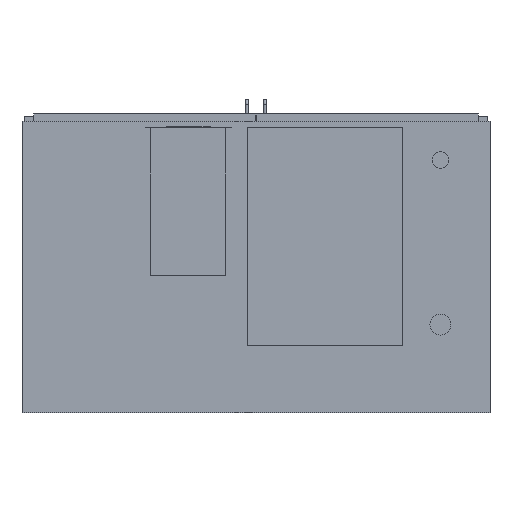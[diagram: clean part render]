
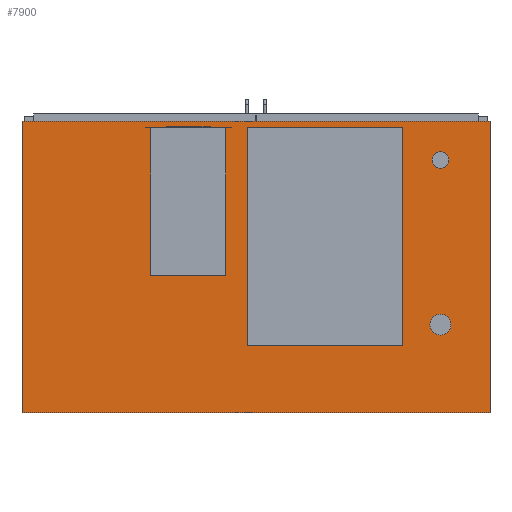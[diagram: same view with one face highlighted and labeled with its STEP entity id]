
A CAD part, front view. The second image highlights one B-rep face of the part: STEP entity #7900.
In plain terms, the highlighted planar face has unit normal (0, -1, 0).
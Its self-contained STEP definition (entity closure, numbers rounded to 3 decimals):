
#136=FACE_BOUND('',#1096,.T.);
#137=FACE_BOUND('',#1097,.T.);
#168=PLANE('',#8472);
#599=FACE_OUTER_BOUND('',#1095,.T.);
#1095=EDGE_LOOP('',(#5630,#5631,#5632,#5633));
#1096=EDGE_LOOP('',(#5634));
#1097=EDGE_LOOP('',(#5635));
#1615=LINE('',#11358,#2619);
#1617=LINE('',#11362,#2621);
#1619=LINE('',#11366,#2623);
#1621=LINE('',#11369,#2625);
#2619=VECTOR('',#9120,10.);
#2621=VECTOR('',#9124,10.);
#2623=VECTOR('',#9128,10.);
#2625=VECTOR('',#9132,10.);
#3605=CIRCLE('',#8456,20.);
#3607=CIRCLE('',#8460,25.);
#3709=VERTEX_POINT('',#11309);
#3711=VERTEX_POINT('',#11316);
#3724=VERTEX_POINT('',#11355);
#3725=VERTEX_POINT('',#11357);
#3726=VERTEX_POINT('',#11361);
#3727=VERTEX_POINT('',#11365);
#4454=EDGE_CURVE('',#3709,#3709,#3605,.T.);
#4457=EDGE_CURVE('',#3711,#3711,#3607,.T.);
#4475=EDGE_CURVE('',#3725,#3724,#1615,.T.);
#4477=EDGE_CURVE('',#3726,#3725,#1617,.T.);
#4479=EDGE_CURVE('',#3727,#3726,#1619,.T.);
#4481=EDGE_CURVE('',#3724,#3727,#1621,.T.);
#5630=ORIENTED_EDGE('',*,*,#4481,.T.);
#5631=ORIENTED_EDGE('',*,*,#4479,.T.);
#5632=ORIENTED_EDGE('',*,*,#4477,.T.);
#5633=ORIENTED_EDGE('',*,*,#4475,.T.);
#5634=ORIENTED_EDGE('',*,*,#4454,.T.);
#5635=ORIENTED_EDGE('',*,*,#4457,.T.);
#7900=ADVANCED_FACE('',(#599,#136,#137),#168,.T.);
#8456=AXIS2_PLACEMENT_3D('',#11311,#9076,#9077);
#8460=AXIS2_PLACEMENT_3D('',#11318,#9085,#9086);
#8472=AXIS2_PLACEMENT_3D('',#11370,#9133,#9134);
#9076=DIRECTION('center_axis',(0.,1.,0.));
#9077=DIRECTION('ref_axis',(1.,0.,0.));
#9085=DIRECTION('center_axis',(0.,1.,0.));
#9086=DIRECTION('ref_axis',(1.,0.,0.));
#9120=DIRECTION('',(1.,0.,0.));
#9124=DIRECTION('',(0.,0.,-1.));
#9128=DIRECTION('',(-1.,0.,0.));
#9132=DIRECTION('',(0.,0.,1.));
#9133=DIRECTION('center_axis',(0.,-1.,0.));
#9134=DIRECTION('ref_axis',(0.,0.,-1.));
#11309=CARTESIAN_POINT('',(419.5,-370.,254.5));
#11311=CARTESIAN_POINT('Origin',(439.5,-370.,254.5));
#11316=CARTESIAN_POINT('',(414.5,-370.,-137.5));
#11318=CARTESIAN_POINT('Origin',(439.5,-370.,-137.5));
#11355=CARTESIAN_POINT('',(557.5,-370.,-347.5));
#11357=CARTESIAN_POINT('',(-557.5,-370.,-347.5));
#11358=CARTESIAN_POINT('',(557.5,-370.,-347.5));
#11361=CARTESIAN_POINT('',(-557.5,-370.,347.5));
#11362=CARTESIAN_POINT('',(-557.5,-370.,-347.5));
#11365=CARTESIAN_POINT('',(557.5,-370.,347.5));
#11366=CARTESIAN_POINT('',(-557.5,-370.,347.5));
#11369=CARTESIAN_POINT('',(557.5,-370.,347.5));
#11370=CARTESIAN_POINT('Origin',(0.,-370.,0.));
